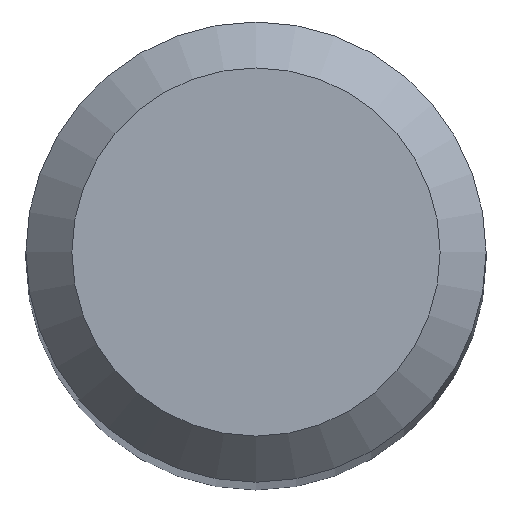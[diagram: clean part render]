
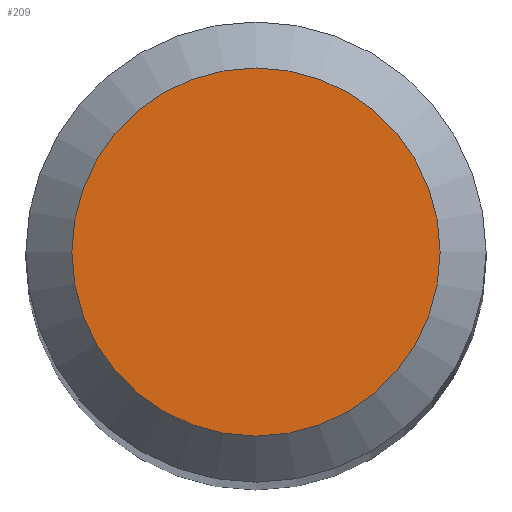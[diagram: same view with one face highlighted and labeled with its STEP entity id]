
A CAD part, top view. The second image highlights one B-rep face of the part: STEP entity #209.
In plain terms, the highlighted planar face has unit normal (0, 0, 1).
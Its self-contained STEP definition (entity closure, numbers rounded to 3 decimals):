
#7 = CARTESIAN_POINT ( 'NONE',  ( -1.2, 0., 38. ) ) ;
#8 = AXIS2_PLACEMENT_3D ( 'NONE', #274, #57, #182 ) ;
#29 = AXIS2_PLACEMENT_3D ( 'NONE', #61, #129, #259 ) ;
#51 = VERTEX_POINT ( 'NONE', #7 ) ;
#57 = DIRECTION ( 'NONE',  ( 0., 0., -1. ) ) ;
#61 = CARTESIAN_POINT ( 'NONE',  ( 0., 0., 38. ) ) ;
#91 = EDGE_LOOP ( 'NONE', ( #248 ) ) ;
#99 = EDGE_CURVE ( 'NONE', #51, #51, #222, .T. ) ;
#129 = DIRECTION ( 'NONE',  ( 0., 0., -1. ) ) ;
#182 = DIRECTION ( 'NONE',  ( -1., 0., 0. ) ) ;
#186 = FACE_OUTER_BOUND ( 'NONE', #91, .T. ) ;
#209 = ADVANCED_FACE ( 'NONE', ( #186 ), #280, .F. ) ;
#222 = CIRCLE ( 'NONE', #8, 1.2 ) ;
#248 = ORIENTED_EDGE ( 'NONE', *, *, #99, .F. ) ;
#259 = DIRECTION ( 'NONE',  ( -1., 0., 0. ) ) ;
#274 = CARTESIAN_POINT ( 'NONE',  ( 0., 0., 38. ) ) ;
#280 = PLANE ( 'NONE',  #29 ) ;
